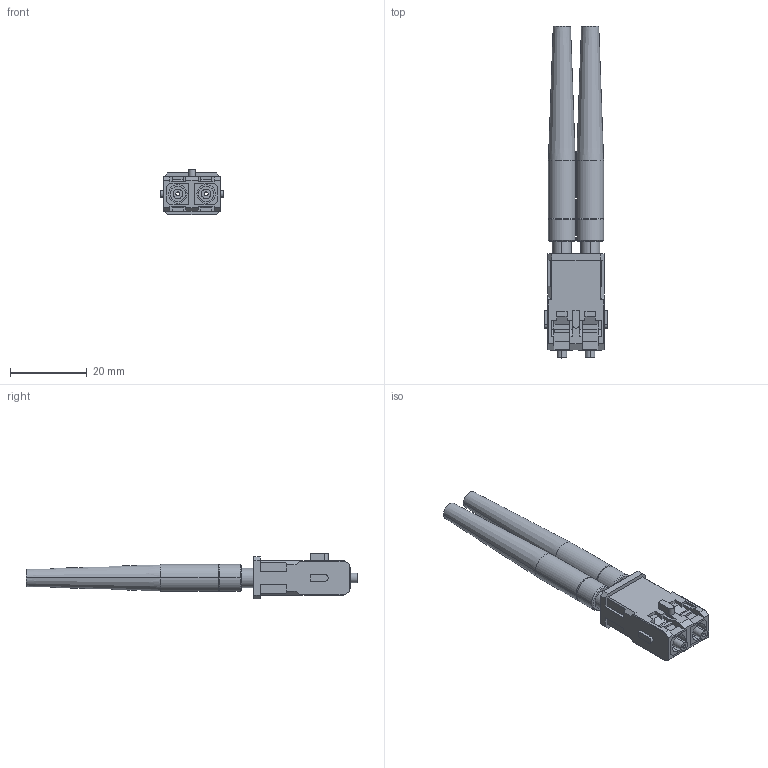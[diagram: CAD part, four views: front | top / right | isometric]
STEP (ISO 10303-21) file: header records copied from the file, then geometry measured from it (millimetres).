
FILE_DESCRIPTION(('Creo Elements/Direct Modeling STEP Export'),'2;1');
FILE_NAME('model.stp','2020-03-24T16:14:26',(''),(''),'Creo Elements/Direct Modeling STEP processor for AP214 (Solid Model)','Creo Elements/Direct Modeling 20.1A 29-Sep-2018 (C) Parametric Technology GmbH','');
FILE_SCHEMA(('AUTOMOTIVE_DESIGN { 1 0 10303 214 1 1 1 1 }'));
Length unit declared in the file: millimetre
Products named in the file (2): VS-SCRJ-POF-FA-IP20
Assembly tree (1 placements, depth 2):
  VS-SCRJ-POF-FA-IP20
    VS-SCRJ-POF-FA-IP20
Bounding box: 16.48 x 86.36 x 11.94 mm (x, y, z)
Volume: 5752.6 mm3; surface area: 5691.4 mm2
Topology: 1 solids, 1 shells, 287 faces, 749 edges, 493 vertices
Faces by surface type: plane 204, cylinder 63, cone 20
Entity records: 10283 total; most frequent: ORIENTED_EDGE 1498, CARTESIAN_POINT 1423, DIRECTION 1266, EDGE_CURVE 749, VECTOR 594, LINE 594, VERTEX_POINT 493, AXIS2_PLACEMENT_3D 336
